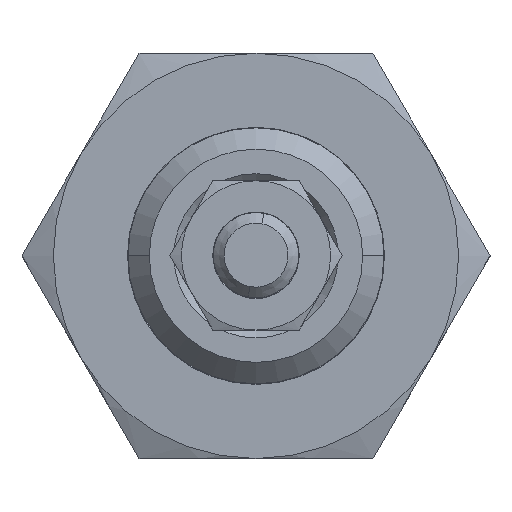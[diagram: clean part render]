
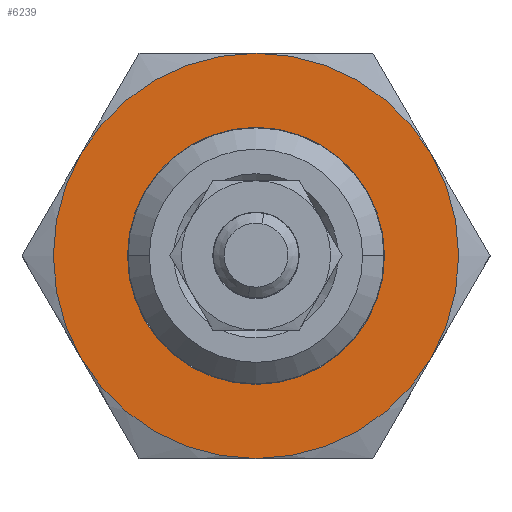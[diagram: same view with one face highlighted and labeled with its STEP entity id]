
A CAD part, top view. The second image highlights one B-rep face of the part: STEP entity #6239.
In plain terms, the highlighted planar face has unit normal (0, 0, 1).
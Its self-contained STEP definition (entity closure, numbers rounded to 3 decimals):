
#117 = EDGE_LOOP ( 'NONE', ( #3592, #4736 ) ) ;
#125 = ORIENTED_EDGE ( 'NONE', *, *, #8548, .F. ) ;
#319 = DIRECTION ( 'NONE',  ( 0., 0., -1. ) ) ;
#351 = AXIS2_PLACEMENT_3D ( 'NONE', #6363, #319, #7221 ) ;
#463 = DIRECTION ( 'NONE',  ( 0., 0., -1. ) ) ;
#853 = DIRECTION ( 'NONE',  ( 0., 0., -1. ) ) ;
#917 = DIRECTION ( 'NONE',  ( 0.866, -0.5, 0. ) ) ;
#1341 = ORIENTED_EDGE ( 'NONE', *, *, #2252, .F. ) ;
#1442 = EDGE_CURVE ( 'NONE', #5467, #9798, #5859, .T. ) ;
#1482 = CARTESIAN_POINT ( 'NONE',  ( 8.227, 4.75, 255. ) ) ;
#2157 = AXIS2_PLACEMENT_3D ( 'NONE', #6140, #7118, #917 ) ;
#2252 = EDGE_CURVE ( 'NONE', #6639, #5467, #10430, .T. ) ;
#2474 = AXIS2_PLACEMENT_3D ( 'NONE', #9116, #5783, #10185 ) ;
#2552 = CARTESIAN_POINT ( 'NONE',  ( 0., 0., 255. ) ) ;
#2720 = AXIS2_PLACEMENT_3D ( 'NONE', #9719, #7996, #10575 ) ;
#2895 = EDGE_LOOP ( 'NONE', ( #1341, #8541, #5299, #5597, #125, #7516 ) ) ;
#2995 = FACE_BOUND ( 'NONE', #117, .T. ) ;
#3070 = AXIS2_PLACEMENT_3D ( 'NONE', #8329, #463, #6458 ) ;
#3245 = CIRCLE ( 'NONE', #9654, 9.5 ) ;
#3453 = DIRECTION ( 'NONE',  ( 0.866, -0.5, 0. ) ) ;
#3592 = ORIENTED_EDGE ( 'NONE', *, *, #7864, .T. ) ;
#3595 = DIRECTION ( 'NONE',  ( 0., 0., -1. ) ) ;
#3998 = CARTESIAN_POINT ( 'NONE',  ( 0., 0., 255. ) ) ;
#4144 = DIRECTION ( 'NONE',  ( 0., 0., -1. ) ) ;
#4736 = ORIENTED_EDGE ( 'NONE', *, *, #8158, .T. ) ;
#5299 = ORIENTED_EDGE ( 'NONE', *, *, #8667, .F. ) ;
#5467 = VERTEX_POINT ( 'NONE', #6575 ) ;
#5529 = CARTESIAN_POINT ( 'NONE',  ( -8.227, -4.75, 255. ) ) ;
#5538 = CARTESIAN_POINT ( 'NONE',  ( 5.218, -3.012, 255. ) ) ;
#5597 = ORIENTED_EDGE ( 'NONE', *, *, #9247, .F. ) ;
#5783 = DIRECTION ( 'NONE',  ( 0., 0., -1. ) ) ;
#5838 = VERTEX_POINT ( 'NONE', #1482 ) ;
#5859 = CIRCLE ( 'NONE', #10979, 9.5 ) ;
#5965 = CARTESIAN_POINT ( 'NONE',  ( -8.227, 4.75, 255. ) ) ;
#6042 = DIRECTION ( 'NONE',  ( 0.866, -0.5, 0. ) ) ;
#6140 = CARTESIAN_POINT ( 'NONE',  ( 0., 0., 255. ) ) ;
#6239 = ADVANCED_FACE ( 'NONE', ( #2995, #6486 ), #9975, .F. ) ;
#6363 = CARTESIAN_POINT ( 'NONE',  ( 0., 0., 255. ) ) ;
#6458 = DIRECTION ( 'NONE',  ( 0.866, -0.5, 0. ) ) ;
#6486 = FACE_OUTER_BOUND ( 'NONE', #2895, .T. ) ;
#6544 = AXIS2_PLACEMENT_3D ( 'NONE', #2552, #4144, #6042 ) ;
#6575 = CARTESIAN_POINT ( 'NONE',  ( 0., -9.5, 255. ) ) ;
#6639 = VERTEX_POINT ( 'NONE', #10755 ) ;
#6886 = CIRCLE ( 'NONE', #7265, 6.025 ) ;
#6923 = CIRCLE ( 'NONE', #2720, 9.5 ) ;
#7114 = VERTEX_POINT ( 'NONE', #5538 ) ;
#7118 = DIRECTION ( 'NONE',  ( 0., 0., -1. ) ) ;
#7221 = DIRECTION ( 'NONE',  ( 0.866, -0.5, 0. ) ) ;
#7263 = VERTEX_POINT ( 'NONE', #5965 ) ;
#7265 = AXIS2_PLACEMENT_3D ( 'NONE', #8124, #3595, #10756 ) ;
#7290 = CIRCLE ( 'NONE', #2157, 9.5 ) ;
#7516 = ORIENTED_EDGE ( 'NONE', *, *, #1442, .F. ) ;
#7546 = DIRECTION ( 'NONE',  ( 0., 0., -1. ) ) ;
#7784 = VERTEX_POINT ( 'NONE', #9907 ) ;
#7864 = EDGE_CURVE ( 'NONE', #7784, #7114, #6886, .T. ) ;
#7996 = DIRECTION ( 'NONE',  ( 0., 0., -1. ) ) ;
#8124 = CARTESIAN_POINT ( 'NONE',  ( 0., 0., 255. ) ) ;
#8158 = EDGE_CURVE ( 'NONE', #7114, #7784, #10543, .T. ) ;
#8329 = CARTESIAN_POINT ( 'NONE',  ( 0., 0., 255. ) ) ;
#8401 = EDGE_CURVE ( 'NONE', #5838, #6639, #11103, .T. ) ;
#8511 = DIRECTION ( 'NONE',  ( 0.866, -0.5, 0. ) ) ;
#8541 = ORIENTED_EDGE ( 'NONE', *, *, #8401, .F. ) ;
#8548 = EDGE_CURVE ( 'NONE', #9798, #7263, #3245, .T. ) ;
#8667 = EDGE_CURVE ( 'NONE', #9051, #5838, #7290, .T. ) ;
#8717 = CARTESIAN_POINT ( 'NONE',  ( 0., 0., 255. ) ) ;
#8828 = CARTESIAN_POINT ( 'NONE',  ( 0., 9.5, 255. ) ) ;
#9051 = VERTEX_POINT ( 'NONE', #8828 ) ;
#9116 = CARTESIAN_POINT ( 'NONE',  ( 0., 0., 255. ) ) ;
#9247 = EDGE_CURVE ( 'NONE', #7263, #9051, #6923, .T. ) ;
#9654 = AXIS2_PLACEMENT_3D ( 'NONE', #8717, #853, #3453 ) ;
#9719 = CARTESIAN_POINT ( 'NONE',  ( 0., 0., 255. ) ) ;
#9798 = VERTEX_POINT ( 'NONE', #5529 ) ;
#9907 = CARTESIAN_POINT ( 'NONE',  ( -5.218, 3.012, 255. ) ) ;
#9975 = PLANE ( 'NONE',  #2474 ) ;
#10185 = DIRECTION ( 'NONE',  ( 0.866, -0.5, 0. ) ) ;
#10430 = CIRCLE ( 'NONE', #351, 9.5 ) ;
#10543 = CIRCLE ( 'NONE', #6544, 6.025 ) ;
#10575 = DIRECTION ( 'NONE',  ( 0.866, -0.5, 0. ) ) ;
#10755 = CARTESIAN_POINT ( 'NONE',  ( 8.227, -4.75, 255. ) ) ;
#10756 = DIRECTION ( 'NONE',  ( 0.866, -0.5, 0. ) ) ;
#10979 = AXIS2_PLACEMENT_3D ( 'NONE', #3998, #7546, #8511 ) ;
#11103 = CIRCLE ( 'NONE', #3070, 9.5 ) ;
